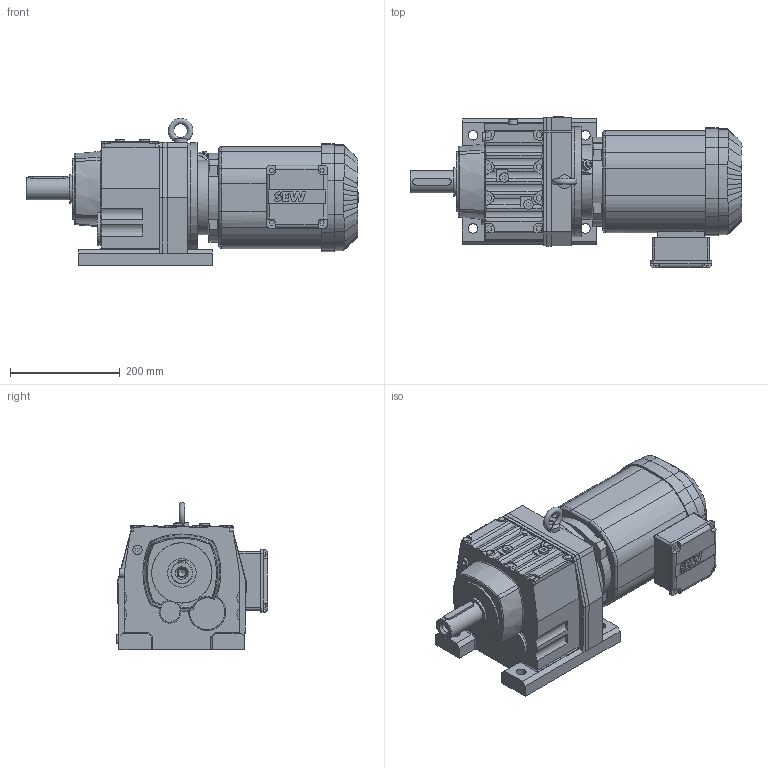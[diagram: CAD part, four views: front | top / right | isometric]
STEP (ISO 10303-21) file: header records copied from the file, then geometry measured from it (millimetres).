
FILE_DESCRIPTION(/* description */ (''),/* implementation_level */ '2;1');
FILE_NAME(/* name */ 'MOTOR SEW .stp',/* time_stamp */ '2014-12-18T08:28:17-05:00',/* author */ ('ovilchez'),/* organization */ (''),/* preprocessor_version */ 'ST-DEVELOPER v15.6',/* originating_system */ 'Autodesk Inventor 2015',/* authorisation */ '');
FILE_SCHEMA (('AUTOMOTIVE_DESIGN { 1 0 10303 214 3 1 1 }'));
Length unit declared in the file: millimetre
Products named in the file (1): 2
Bounding box: 605.5 x 276 x 268.8 mm (x, y, z)
Volume: 17956027.5 mm3; surface area: 599022 mm2
Topology: 1 solids, 3 shells, 723 faces, 1939 edges, 1258 vertices
Faces by surface type: plane 375, cylinder 237, bspline 47, cone 33, torus 31
Full cylindrical faces by diameter (mm): 10 x4, 11 x5, 14 x2, 17 x6, 17.5 x4, 25 x1, 25.002 x1, 40 x1, 52 x1, 110 x1, 130 x1, 200 x2
Entity records: 24059 total; most frequent: CARTESIAN_POINT 6203, ORIENTED_EDGE 3734, DIRECTION 3599, EDGE_CURVE 1867, AXIS2_PLACEMENT_3D 1240, VERTEX_POINT 1236, LINE 1119, VECTOR 1119
